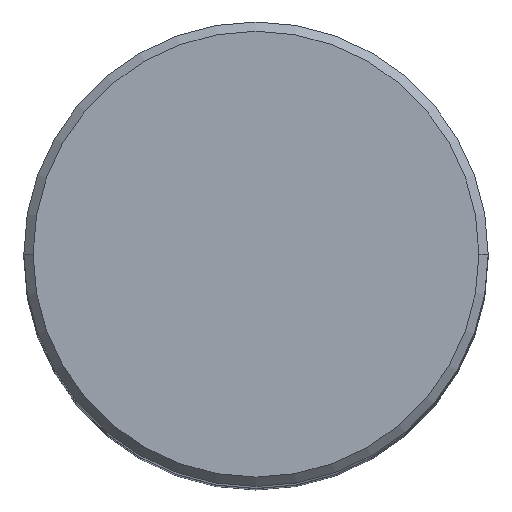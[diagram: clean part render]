
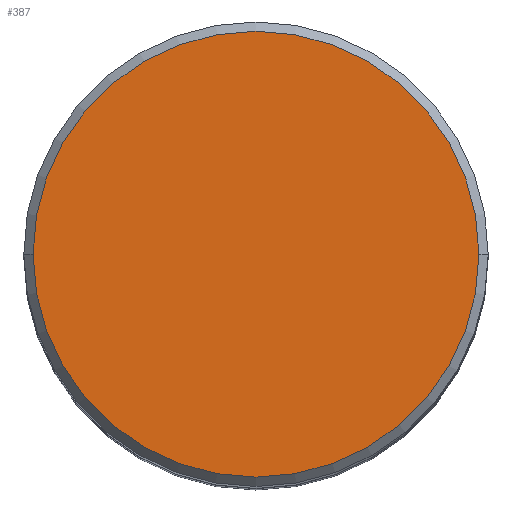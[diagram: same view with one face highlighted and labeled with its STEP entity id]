
A CAD part, top view. The second image highlights one B-rep face of the part: STEP entity #387.
In plain terms, the highlighted planar face has unit normal (0, 0, 1).
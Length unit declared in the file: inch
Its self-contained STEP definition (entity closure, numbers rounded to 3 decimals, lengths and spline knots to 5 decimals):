
#18 = DIRECTION ( 'NONE',  ( 1., 0., 0. ) ) ;
#20 = FACE_OUTER_BOUND ( 'NONE', #523, .T. ) ;
#38 = CARTESIAN_POINT ( 'NONE',  ( 0., 0., 0. ) ) ;
#39 = ORIENTED_EDGE ( 'NONE', *, *, #266, .T. ) ;
#76 = CARTESIAN_POINT ( 'NONE',  ( 0.48, 0., 0. ) ) ;
#112 = CARTESIAN_POINT ( 'NONE',  ( -0.48, 0., 0. ) ) ;
#118 = DIRECTION ( 'NONE',  ( 0., 0., 1. ) ) ;
#151 = DIRECTION ( 'NONE',  ( 0., 0., 1. ) ) ;
#184 = PLANE ( 'NONE',  #342 ) ;
#190 = AXIS2_PLACEMENT_3D ( 'NONE', #371, #151, #18 ) ;
#215 = AXIS2_PLACEMENT_3D ( 'NONE', #38, #118, #457 ) ;
#266 = EDGE_CURVE ( 'NONE', #324, #299, #433, .T. ) ;
#299 = VERTEX_POINT ( 'NONE', #112 ) ;
#324 = VERTEX_POINT ( 'NONE', #76 ) ;
#342 = AXIS2_PLACEMENT_3D ( 'NONE', #453, #530, #492 ) ;
#349 = CIRCLE ( 'NONE', #190, 0.48 ) ;
#371 = CARTESIAN_POINT ( 'NONE',  ( 0., 0., 0. ) ) ;
#387 = ADVANCED_FACE ( 'NONE', ( #20 ), #184, .F. ) ;
#406 = EDGE_CURVE ( 'NONE', #299, #324, #349, .T. ) ;
#433 = CIRCLE ( 'NONE', #215, 0.48 ) ;
#453 = CARTESIAN_POINT ( 'NONE',  ( 0., 0.48, 0. ) ) ;
#457 = DIRECTION ( 'NONE',  ( 1., 0., 0. ) ) ;
#492 = DIRECTION ( 'NONE',  ( -1., 0., 0. ) ) ;
#513 = ORIENTED_EDGE ( 'NONE', *, *, #406, .T. ) ;
#523 = EDGE_LOOP ( 'NONE', ( #513, #39 ) ) ;
#530 = DIRECTION ( 'NONE',  ( 0., 0., -1. ) ) ;
